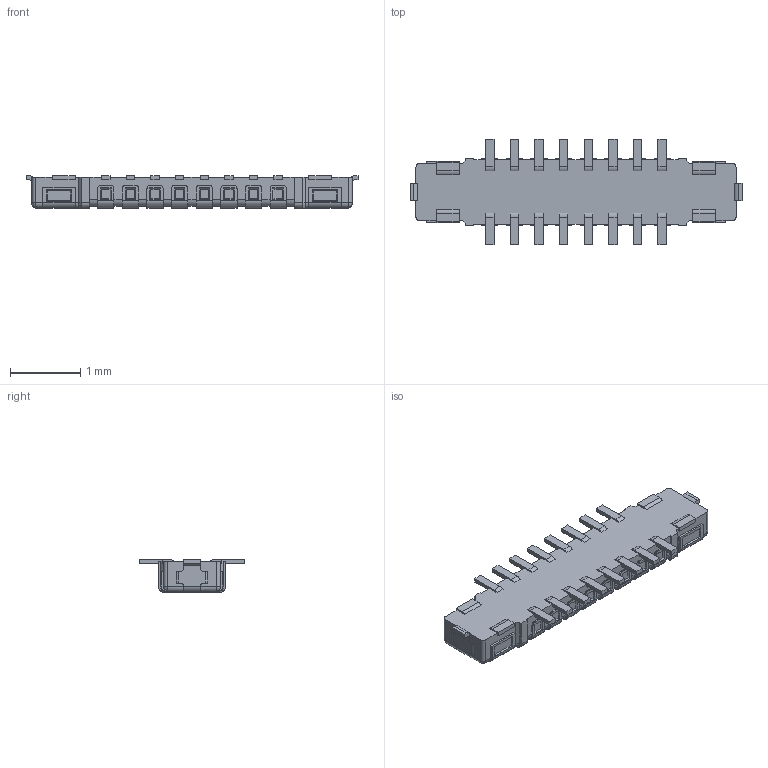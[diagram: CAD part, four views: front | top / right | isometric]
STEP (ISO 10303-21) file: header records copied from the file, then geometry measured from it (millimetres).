
FILE_DESCRIPTION((''),'2;1');
FILE_NAME('S-51083-016XX_ASM','2020-04-08T',('t00217'),(''),'PRO/ENGINEER BY PARAMETRIC TECHNOLOGY CORPORATION, 2007450','PRO/ENGINEER BY PARAMETRIC TECHNOLOGY CORPORATION, 2007450','');
FILE_SCHEMA(('CONFIG_CONTROL_DESIGN'));
Length unit declared in the file: millimetre
Products named in the file (1): S-51083-016XX_ASM
Bounding box: 4.72 x 1.5 x 0.47 mm (x, y, z)
Volume: 1.2 mm3; surface area: 17.3 mm2
Topology: 1 solids, 1 shells, 496 faces, 1446 edges, 972 vertices
Faces by surface type: plane 338, cylinder 142, cone 4, bspline 4, torus 4, sphere 4
Entity records: 16635 total; most frequent: CARTESIAN_POINT 3161, ORIENTED_EDGE 2892, DIRECTION 2730, EDGE_CURVE 1446, VECTOR 1114, LINE 1114, VERTEX_POINT 972, AXIS2_PLACEMENT_3D 808
